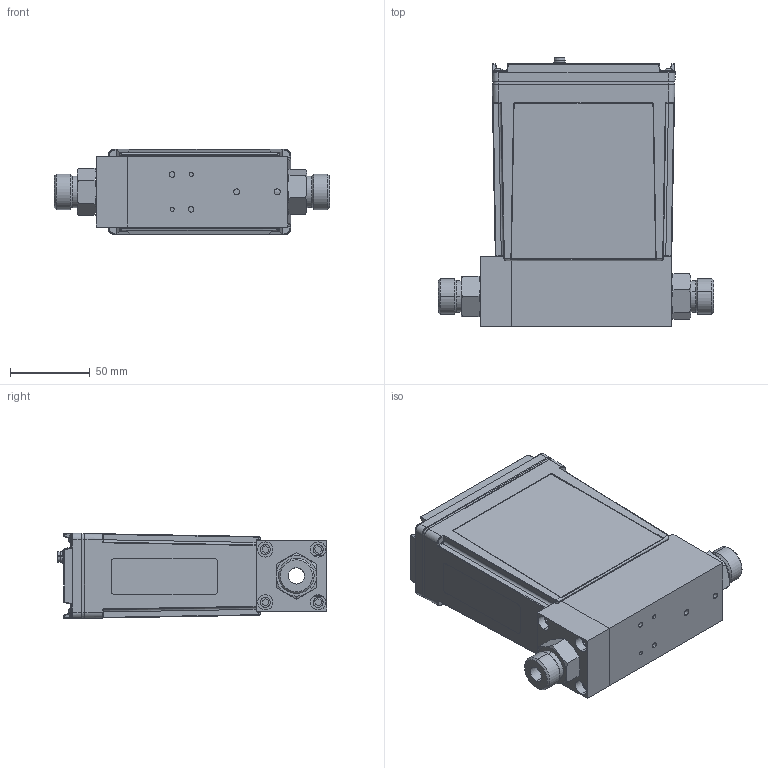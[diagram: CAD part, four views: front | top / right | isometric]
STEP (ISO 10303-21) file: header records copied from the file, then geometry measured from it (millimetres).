
FILE_DESCRIPTION (( 'STEP AP214' ), '1' );
FILE_NAME ('GE250-8VCO-PROFINET.STEP', '2018-04-26T20:24:56', ( '' ), ( '' ), 'SwSTEP 2.0', 'SolidWorks 2015', '' );
FILE_SCHEMA (( 'AUTOMOTIVE_DESIGN' ));
Length unit declared in the file: inch
Products named in the file (1): GE250-8VCO-PROFINET
Bounding box: 172.24 x 168.72 x 53.49 mm (x, y, z)
Surface area: 106947.7 mm2 (no closed solid volume)
Topology: 0 solids, 62 shells, 657 faces, 2643 edges, 1976 vertices
Faces by surface type: plane 323, cylinder 213, bspline 57, cone 28, sphere 20, torus 16
Entity records: 41004 total; most frequent: CARTESIAN_POINT 12214, DIRECTION 3900, ORIENTED_EDGE 3735, EDGE_CURVE 2617, VERTEX_POINT 1971, VECTOR 1492, LINE 1492, AXIS2_PLACEMENT_3D 1204
